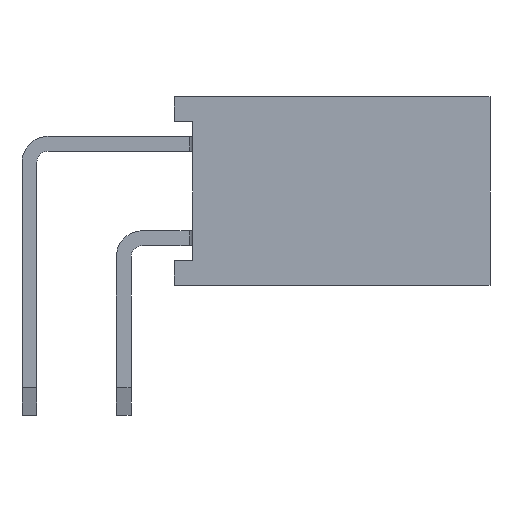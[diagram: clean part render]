
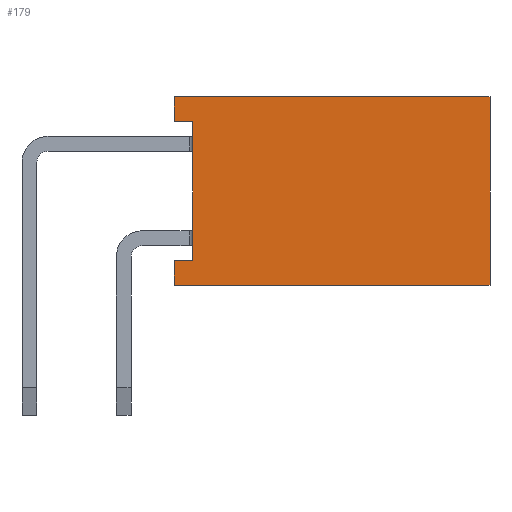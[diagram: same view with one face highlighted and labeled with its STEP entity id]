
A CAD part, left-side view. The second image highlights one B-rep face of the part: STEP entity #179.
In plain terms, the highlighted planar face has unit normal (-1, 0, 0).
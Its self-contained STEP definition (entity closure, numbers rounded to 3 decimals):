
#179=ADVANCED_FACE('',(#1289),#1291,.T.);
#1289=FACE_BOUND('',#1290,.T.);
#1290=EDGE_LOOP('',(#2173,#2174,#2175,#2176,#2177,#2178,#2179,#2180));
#1291=PLANE('',#1292);
#1292=AXIS2_PLACEMENT_3D('',#1293,#1294,#1295);
#1293=CARTESIAN_POINT('',(-1.27,-1.36,5.08));
#1294=DIRECTION('',(-1.,0.,0.));
#1295=DIRECTION('',(0.,0.,-1.));
#2173=ORIENTED_EDGE('',*,*,#2829,.T.);
#2174=ORIENTED_EDGE('',*,*,#2830,.T.);
#2175=ORIENTED_EDGE('',*,*,#2831,.T.);
#2176=ORIENTED_EDGE('',*,*,#2832,.F.);
#2177=ORIENTED_EDGE('',*,*,#2833,.F.);
#2178=ORIENTED_EDGE('',*,*,#2834,.T.);
#2179=ORIENTED_EDGE('',*,*,#2835,.T.);
#2180=ORIENTED_EDGE('',*,*,#2797,.T.);
#2797=EDGE_CURVE('',#3169,#3170,#3171,.T.);
#2829=EDGE_CURVE('',#3170,#3221,#3222,.F.);
#2830=EDGE_CURVE('',#3221,#3223,#3224,.T.);
#2831=EDGE_CURVE('',#3223,#3225,#3226,.T.);
#2832=EDGE_CURVE('',#3227,#3225,#3228,.T.);
#2833=EDGE_CURVE('',#3229,#3227,#3230,.T.);
#2834=EDGE_CURVE('',#3229,#3231,#3232,.T.);
#2835=EDGE_CURVE('',#3231,#3169,#3233,.F.);
#3169=VERTEX_POINT('',#3801);
#3170=VERTEX_POINT('',#3802);
#3171=LINE('',#3803,#3804);
#3221=VERTEX_POINT('',#3917);
#3222=LINE('',#3918,#3919);
#3223=VERTEX_POINT('',#3921);
#3224=LINE('',#3922,#3923);
#3225=VERTEX_POINT('',#3925);
#3226=LINE('',#3926,#3927);
#3227=VERTEX_POINT('',#3929);
#3228=LINE('',#3930,#3931);
#3229=VERTEX_POINT('',#3933);
#3230=LINE('',#3934,#3935);
#3231=VERTEX_POINT('',#3937);
#3232=LINE('',#3938,#3939);
#3233=LINE('',#3941,#3942);
#3801=CARTESIAN_POINT('',(-1.27,-1.86,4.41));
#3802=CARTESIAN_POINT('',(-1.27,-1.86,0.67));
#3803=CARTESIAN_POINT('',(-1.27,-1.86,4.41));
#3804=VECTOR('',#3805,1.);
#3805=DIRECTION('',(0.,0.,-1.));
#3917=CARTESIAN_POINT('',(-1.27,-1.36,0.67));
#3918=CARTESIAN_POINT('',(-1.27,-1.36,0.67));
#3919=VECTOR('',#3920,1.);
#3920=DIRECTION('',(0.,-1.,0.));
#3921=CARTESIAN_POINT('',(-1.27,-1.36,0.));
#3922=CARTESIAN_POINT('',(-1.27,-1.36,0.67));
#3923=VECTOR('',#3924,1.);
#3924=DIRECTION('',(0.,0.,-1.));
#3925=CARTESIAN_POINT('',(-1.27,-9.86,0.));
#3926=CARTESIAN_POINT('',(-1.27,-1.36,0.));
#3927=VECTOR('',#3928,1.);
#3928=DIRECTION('',(0.,-1.,0.));
#3929=CARTESIAN_POINT('',(-1.27,-9.86,5.08));
#3930=CARTESIAN_POINT('',(-1.27,-9.86,5.08));
#3931=VECTOR('',#3932,1.);
#3932=DIRECTION('',(0.,0.,-1.));
#3933=CARTESIAN_POINT('',(-1.27,-1.36,5.08));
#3934=CARTESIAN_POINT('',(-1.27,-1.36,5.08));
#3935=VECTOR('',#3936,1.);
#3936=DIRECTION('',(0.,-1.,0.));
#3937=CARTESIAN_POINT('',(-1.27,-1.36,4.41));
#3938=CARTESIAN_POINT('',(-1.27,-1.36,5.08));
#3939=VECTOR('',#3940,1.);
#3940=DIRECTION('',(0.,0.,-1.));
#3941=CARTESIAN_POINT('',(-1.27,-1.86,4.41));
#3942=VECTOR('',#3943,1.);
#3943=DIRECTION('',(0.,1.,0.));
